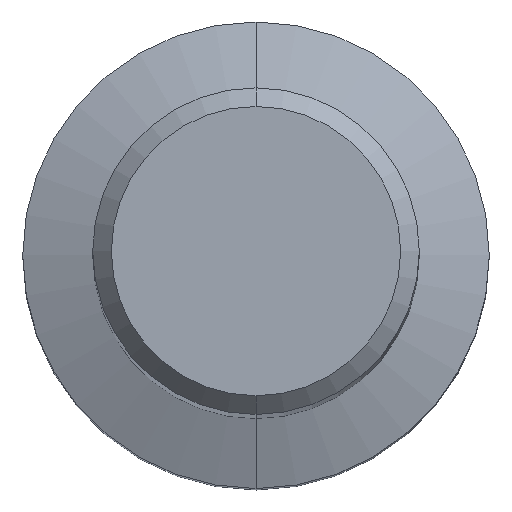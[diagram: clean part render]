
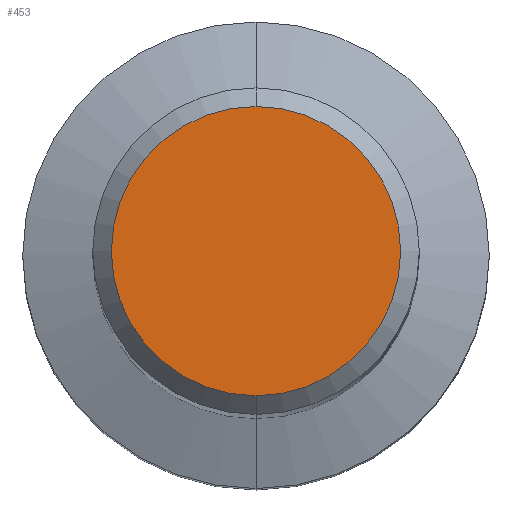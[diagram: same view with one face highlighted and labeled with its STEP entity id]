
A CAD part, top view. The second image highlights one B-rep face of the part: STEP entity #453.
In plain terms, the highlighted planar face has unit normal (0, 0, 1).
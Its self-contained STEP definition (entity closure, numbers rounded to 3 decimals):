
#295=EDGE_CURVE('',#481,#383,#659,.T.);
#297=EDGE_CURVE('',#383,#481,#661,.T.);
#383=VERTEX_POINT('',#759);
#453=ADVANCED_FACE('',(#834),#835,.T.);
#481=VERTEX_POINT('',#868);
#659=CIRCLE('',#1117,3.1);
#661=CIRCLE('',#1120,3.1);
#759=CARTESIAN_POINT('',(0.,-3.1,0.0));
#834=FACE_OUTER_BOUND('',#1480,.T.);
#835=PLANE('',#1481);
#868=CARTESIAN_POINT('',(0.0,3.1,0.0));
#1117=AXIS2_PLACEMENT_3D('',#1756,#1757,#1758);
#1120=AXIS2_PLACEMENT_3D('',#1759,#1760,#1761);
#1480=EDGE_LOOP('',(#1945,#1946));
#1481=AXIS2_PLACEMENT_3D('',#1947,#1948,#1949);
#1756=CARTESIAN_POINT('',(0.0,0.0,0.0));
#1757=DIRECTION('',(0.0,0.0,-1.0));
#1758=DIRECTION('',(0.0,1.0,0.0));
#1759=CARTESIAN_POINT('',(0.0,0.0,0.0));
#1760=DIRECTION('',(0.0,0.0,-1.0));
#1761=DIRECTION('',(0.0,1.0,0.0));
#1945=ORIENTED_EDGE('',*,*,#295,.F.);
#1946=ORIENTED_EDGE('',*,*,#297,.F.);
#1947=CARTESIAN_POINT('',(0.0,1.55,0.0));
#1948=DIRECTION('',(-0.0,0.0,1.0));
#1949=DIRECTION('',(0.0,-1.0,0.0));
